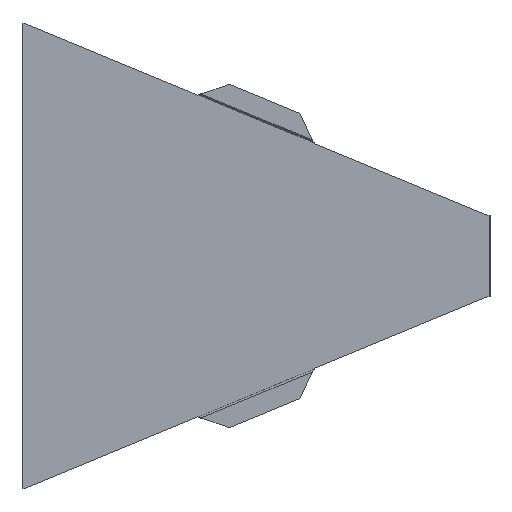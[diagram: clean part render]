
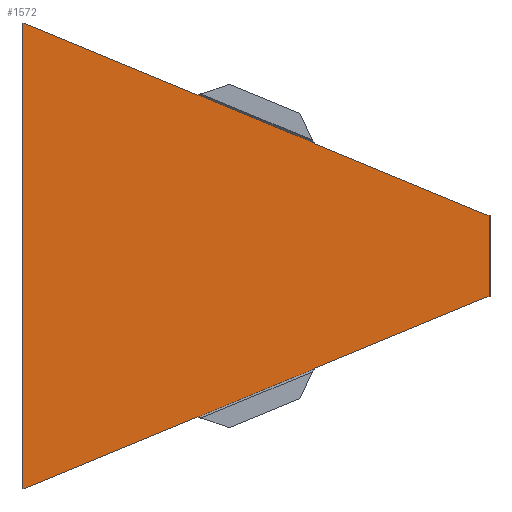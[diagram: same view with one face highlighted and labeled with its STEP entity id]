
A CAD part, front view. The second image highlights one B-rep face of the part: STEP entity #1572.
In plain terms, the highlighted planar face has unit normal (0, -1, 0).
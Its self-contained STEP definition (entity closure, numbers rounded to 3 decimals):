
#7 = VERTEX_POINT ( 'NONE', #673 ) ;
#13 = EDGE_CURVE ( 'NONE', #158, #1204, #1289, .T. ) ;
#18 = VECTOR ( 'NONE', #1009, 1000. ) ;
#37 = VECTOR ( 'NONE', #1350, 1000. ) ;
#40 = CARTESIAN_POINT ( 'NONE',  ( 182.8, -0.7, 32. ) ) ;
#51 = EDGE_CURVE ( 'NONE', #1204, #1285, #480, .T. ) ;
#52 = CARTESIAN_POINT ( 'NONE',  ( 46.194, -0.7, -88.584 ) ) ;
#57 = B_SPLINE_CURVE_WITH_KNOTS ( 'NONE', 3,
 ( #1628, #1380, #1653, #276 ),
 .UNSPECIFIED., .F., .F.,
 ( 4, 4 ),
 ( 0.006, 0.006 ),
 .UNSPECIFIED. ) ;
#58 = ORIENTED_EDGE ( 'NONE', *, *, #310, .T. ) ;
#63 = ORIENTED_EDGE ( 'NONE', *, *, #573, .T. ) ;
#67 = LINE ( 'NONE', #1401, #18 ) ;
#105 = VECTOR ( 'NONE', #1008, 1000. ) ;
#112 = CARTESIAN_POINT ( 'NONE',  ( 183.8, -0.7, 32. ) ) ;
#126 = CARTESIAN_POINT ( 'NONE',  ( 182.8, -0.7, -32. ) ) ;
#137 = CARTESIAN_POINT ( 'NONE',  ( -46.194, -0.7, -126.852 ) ) ;
#142 = DIRECTION ( 'NONE',  ( -0.924, 0., 0.383 ) ) ;
#149 = LINE ( 'NONE', #1312, #1095 ) ;
#158 = VERTEX_POINT ( 'NONE', #921 ) ;
#170 = LINE ( 'NONE', #1516, #1189 ) ;
#202 = DIRECTION ( 'NONE',  ( -0.924, 0., 0.383 ) ) ;
#230 = CARTESIAN_POINT ( 'NONE',  ( -45.504, -0.7, -127.015 ) ) ;
#232 = ORIENTED_EDGE ( 'NONE', *, *, #961, .T. ) ;
#276 = CARTESIAN_POINT ( 'NONE',  ( -45.504, -0.7, 127.015 ) ) ;
#283 = CARTESIAN_POINT ( 'NONE',  ( -45.963, -0.7, -126.901 ) ) ;
#286 = CARTESIAN_POINT ( 'NONE',  ( 45.821, -0.7, -89.187 ) ) ;
#296 = DIRECTION ( 'NONE',  ( 0., 0., -1. ) ) ;
#304 = VECTOR ( 'NONE', #484, 1000. ) ;
#310 = EDGE_CURVE ( 'NONE', #1643, #7, #149, .T. ) ;
#312 = DIRECTION ( 'NONE',  ( 1., 0., 0. ) ) ;
#315 = CARTESIAN_POINT ( 'NONE',  ( -183.8, -0.7, 227. ) ) ;
#316 = CARTESIAN_POINT ( 'NONE',  ( -46.194, -0.7, -126.852 ) ) ;
#334 = ORIENTED_EDGE ( 'NONE', *, *, #1315, .T. ) ;
#345 = B_SPLINE_CURVE_WITH_KNOTS ( 'NONE', 3,
 ( #316, #283, #1537, #1601 ),
 .UNSPECIFIED., .F., .F.,
 ( 4, 4 ),
 ( 0.006, 0.006 ),
 .UNSPECIFIED. ) ;
#355 = LINE ( 'NONE', #1359, #37 ) ;
#409 = VERTEX_POINT ( 'NONE', #1447 ) ;
#429 = CARTESIAN_POINT ( 'NONE',  ( 45.821, -0.7, 89.187 ) ) ;
#436 = CARTESIAN_POINT ( 'NONE',  ( -182.8, -0.7, 183.436 ) ) ;
#455 = LINE ( 'NONE', #126, #1534 ) ;
#480 = LINE ( 'NONE', #885, #105 ) ;
#483 = VERTEX_POINT ( 'NONE', #1196 ) ;
#484 = DIRECTION ( 'NONE',  ( 1., 0., 0. ) ) ;
#499 = VECTOR ( 'NONE', #1132, 1000. ) ;
#506 = CARTESIAN_POINT ( 'NONE',  ( -183.8, -0.7, 183.436 ) ) ;
#507 = VECTOR ( 'NONE', #1536, 1000. ) ;
#523 = CARTESIAN_POINT ( 'NONE',  ( -184.5, -0.7, 32. ) ) ;
#556 = EDGE_CURVE ( 'NONE', #483, #1005, #1402, .T. ) ;
#573 = EDGE_CURVE ( 'NONE', #1233, #654, #67, .T. ) ;
#622 = VERTEX_POINT ( 'NONE', #137 ) ;
#654 = VERTEX_POINT ( 'NONE', #286 ) ;
#665 = CARTESIAN_POINT ( 'NONE',  ( 46.065, -0.7, 88.782 ) ) ;
#666 = ORIENTED_EDGE ( 'NONE', *, *, #1458, .T. ) ;
#670 = CARTESIAN_POINT ( 'NONE',  ( 183.8, -0.7, -32. ) ) ;
#671 = EDGE_CURVE ( 'NONE', #1414, #409, #1042, .T. ) ;
#673 = CARTESIAN_POINT ( 'NONE',  ( -45.504, -0.7, 127.015 ) ) ;
#677 = CARTESIAN_POINT ( 'NONE',  ( -182.8, -0.7, -183.436 ) ) ;
#687 = ORIENTED_EDGE ( 'NONE', *, *, #994, .T. ) ;
#689 = EDGE_LOOP ( 'NONE', ( #1446, #687, #58, #1106, #798, #1364, #820, #1376, #334, #666, #63, #1394, #232, #1123, #1556, #1022 ) ) ;
#750 = CARTESIAN_POINT ( 'NONE',  ( 46.194, -0.7, 88.584 ) ) ;
#798 = ORIENTED_EDGE ( 'NONE', *, *, #556, .T. ) ;
#807 = VECTOR ( 'NONE', #202, 1000. ) ;
#820 = ORIENTED_EDGE ( 'NONE', *, *, #671, .T. ) ;
#842 = VERTEX_POINT ( 'NONE', #1122 ) ;
#848 = EDGE_CURVE ( 'NONE', #1105, #654, #1432, .T. ) ;
#885 = CARTESIAN_POINT ( 'NONE',  ( 183.8, -0.7, 227. ) ) ;
#921 = CARTESIAN_POINT ( 'NONE',  ( 182.8, -0.7, 32. ) ) ;
#943 = LINE ( 'NONE', #1617, #507 ) ;
#958 = LINE ( 'NONE', #1552, #1220 ) ;
#961 = EDGE_CURVE ( 'NONE', #1105, #842, #943, .T. ) ;
#981 = EDGE_CURVE ( 'NONE', #483, #7, #57, .T. ) ;
#994 = EDGE_CURVE ( 'NONE', #1107, #1643, #1111, .T. ) ;
#1001 = VECTOR ( 'NONE', #296, 1000. ) ;
#1005 = VERTEX_POINT ( 'NONE', #436 ) ;
#1008 = DIRECTION ( 'NONE',  ( 0., 0., -1. ) ) ;
#1009 = DIRECTION ( 'NONE',  ( 0.924, 0., 0.383 ) ) ;
#1022 = ORIENTED_EDGE ( 'NONE', *, *, #13, .F. ) ;
#1042 = LINE ( 'NONE', #315, #1001 ) ;
#1067 = VERTEX_POINT ( 'NONE', #677 ) ;
#1095 = VECTOR ( 'NONE', #1208, 1000. ) ;
#1105 = VERTEX_POINT ( 'NONE', #52 ) ;
#1106 = ORIENTED_EDGE ( 'NONE', *, *, #981, .F. ) ;
#1107 = VERTEX_POINT ( 'NONE', #750 ) ;
#1111 = B_SPLINE_CURVE_WITH_KNOTS ( 'NONE', 3,
 ( #1641, #665, #1614, #429 ),
 .UNSPECIFIED., .F., .F.,
 ( 4, 4 ),
 ( 0.006, 0.006 ),
 .UNSPECIFIED. ) ;
#1122 = CARTESIAN_POINT ( 'NONE',  ( 182.8, -0.7, -32. ) ) ;
#1123 = ORIENTED_EDGE ( 'NONE', *, *, #1405, .T. ) ;
#1132 = DIRECTION ( 'NONE',  ( -1., 0., 0. ) ) ;
#1143 = CARTESIAN_POINT ( 'NONE',  ( -184.5, -0.7, -183.436 ) ) ;
#1147 = CARTESIAN_POINT ( 'NONE',  ( -184.5, -0.7, 227. ) ) ;
#1151 = CARTESIAN_POINT ( 'NONE',  ( 46.194, -0.7, -88.584 ) ) ;
#1155 = CARTESIAN_POINT ( 'NONE',  ( 46.065, -0.7, -88.782 ) ) ;
#1163 = CARTESIAN_POINT ( 'NONE',  ( 45.935, -0.7, -88.98 ) ) ;
#1168 = CARTESIAN_POINT ( 'NONE',  ( 45.821, -0.7, -89.187 ) ) ;
#1189 = VECTOR ( 'NONE', #1521, 1000. ) ;
#1196 = CARTESIAN_POINT ( 'NONE',  ( -46.194, -0.7, 126.852 ) ) ;
#1204 = VERTEX_POINT ( 'NONE', #112 ) ;
#1208 = DIRECTION ( 'NONE',  ( -0.924, 0., 0.383 ) ) ;
#1212 = EDGE_CURVE ( 'NONE', #158, #1107, #958, .T. ) ;
#1220 = VECTOR ( 'NONE', #142, 1000. ) ;
#1233 = VERTEX_POINT ( 'NONE', #230 ) ;
#1285 = VERTEX_POINT ( 'NONE', #670 ) ;
#1289 = LINE ( 'NONE', #523, #304 ) ;
#1298 = CARTESIAN_POINT ( 'NONE',  ( 45.821, -0.7, 89.187 ) ) ;
#1312 = CARTESIAN_POINT ( 'NONE',  ( -199.495, -0.7, 190.8 ) ) ;
#1315 = EDGE_CURVE ( 'NONE', #1067, #622, #170, .T. ) ;
#1350 = DIRECTION ( 'NONE',  ( -1., 0., 0. ) ) ;
#1359 = CARTESIAN_POINT ( 'NONE',  ( -182.8, -0.7, 183.436 ) ) ;
#1364 = ORIENTED_EDGE ( 'NONE', *, *, #1652, .T. ) ;
#1375 = PLANE ( 'NONE',  #1531 ) ;
#1376 = ORIENTED_EDGE ( 'NONE', *, *, #1513, .F. ) ;
#1380 = CARTESIAN_POINT ( 'NONE',  ( -45.963, -0.7, 126.901 ) ) ;
#1393 = DIRECTION ( 'NONE',  ( 0., 0., 1. ) ) ;
#1394 = ORIENTED_EDGE ( 'NONE', *, *, #848, .F. ) ;
#1399 = DIRECTION ( 'NONE',  ( 0., 1., 0. ) ) ;
#1401 = CARTESIAN_POINT ( 'NONE',  ( -38.981, -0.7, -124.313 ) ) ;
#1402 = LINE ( 'NONE', #40, #807 ) ;
#1405 = EDGE_CURVE ( 'NONE', #842, #1285, #455, .T. ) ;
#1412 = FACE_OUTER_BOUND ( 'NONE', #689, .T. ) ;
#1414 = VERTEX_POINT ( 'NONE', #506 ) ;
#1432 = B_SPLINE_CURVE_WITH_KNOTS ( 'NONE', 3,
 ( #1151, #1155, #1163, #1168 ),
 .UNSPECIFIED., .F., .F.,
 ( 4, 4 ),
 ( 0.006, 0.006 ),
 .UNSPECIFIED. ) ;
#1446 = ORIENTED_EDGE ( 'NONE', *, *, #1212, .T. ) ;
#1447 = CARTESIAN_POINT ( 'NONE',  ( -183.8, -0.7, -183.436 ) ) ;
#1458 = EDGE_CURVE ( 'NONE', #622, #1233, #345, .T. ) ;
#1482 = LINE ( 'NONE', #1143, #499 ) ;
#1513 = EDGE_CURVE ( 'NONE', #1067, #409, #1482, .T. ) ;
#1516 = CARTESIAN_POINT ( 'NONE',  ( 182.8, -0.7, -32. ) ) ;
#1521 = DIRECTION ( 'NONE',  ( 0.924, 0., 0.383 ) ) ;
#1531 = AXIS2_PLACEMENT_3D ( 'NONE', #1147, #1399, #1393 ) ;
#1534 = VECTOR ( 'NONE', #312, 1000. ) ;
#1536 = DIRECTION ( 'NONE',  ( 0.924, 0., 0.383 ) ) ;
#1537 = CARTESIAN_POINT ( 'NONE',  ( -45.731, -0.7, -126.949 ) ) ;
#1552 = CARTESIAN_POINT ( 'NONE',  ( 182.8, -0.7, 32. ) ) ;
#1556 = ORIENTED_EDGE ( 'NONE', *, *, #51, .F. ) ;
#1572 = ADVANCED_FACE ( 'NONE', ( #1412 ), #1375, .F. ) ;
#1601 = CARTESIAN_POINT ( 'NONE',  ( -45.504, -0.7, -127.015 ) ) ;
#1614 = CARTESIAN_POINT ( 'NONE',  ( 45.935, -0.7, 88.98 ) ) ;
#1617 = CARTESIAN_POINT ( 'NONE',  ( 182.8, -0.7, -32. ) ) ;
#1628 = CARTESIAN_POINT ( 'NONE',  ( -46.194, -0.7, 126.852 ) ) ;
#1641 = CARTESIAN_POINT ( 'NONE',  ( 46.194, -0.7, 88.584 ) ) ;
#1643 = VERTEX_POINT ( 'NONE', #1298 ) ;
#1652 = EDGE_CURVE ( 'NONE', #1005, #1414, #355, .T. ) ;
#1653 = CARTESIAN_POINT ( 'NONE',  ( -45.731, -0.7, 126.949 ) ) ;
